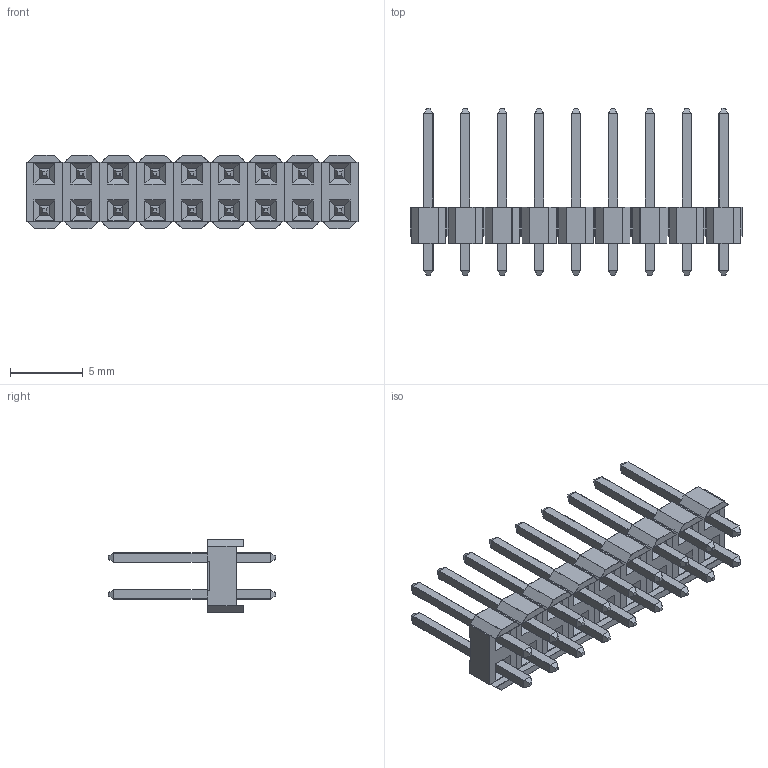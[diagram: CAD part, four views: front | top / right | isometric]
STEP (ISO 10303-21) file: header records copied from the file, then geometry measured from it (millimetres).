
FILE_DESCRIPTION (( 'STEP AP214' ), '1' );
FILE_NAME ('header-2.54-2x9.STEP', '2021-07-10T12:40:10', ( '' ), ( '' ), 'SwSTEP 2.0', 'SolidWorks 2021', '' );
FILE_SCHEMA (( 'AUTOMOTIVE_DESIGN' ));
Length unit declared in the file: millimetre
Products named in the file (3): header-2.54-pin_默认; header-2.54-body2_默认; header-2.54-2x9
Assembly tree (27 placements, depth 2):
  header-2.54-2x9
    header-2.54-body2_默认  x9
    header-2.54-pin_默认  x18
Bounding box: 22.86 x 11.5 x 5.08 mm (x, y, z)
Volume: 289.9 mm3; surface area: 1112 mm2
Topology: 27 solids, 27 shells, 1530 faces, 3582 edges, 2088 vertices
Faces by surface type: cylinder 648, plane 630, sphere 216, torus 36
Entity records: 3882 total; most frequent: CARTESIAN_POINT 730, DIRECTION 660, ORIENTED_EDGE 600, EDGE_CURVE 300, AXIS2_PLACEMENT_3D 234, VECTOR 192, LINE 192, VERTEX_POINT 176
